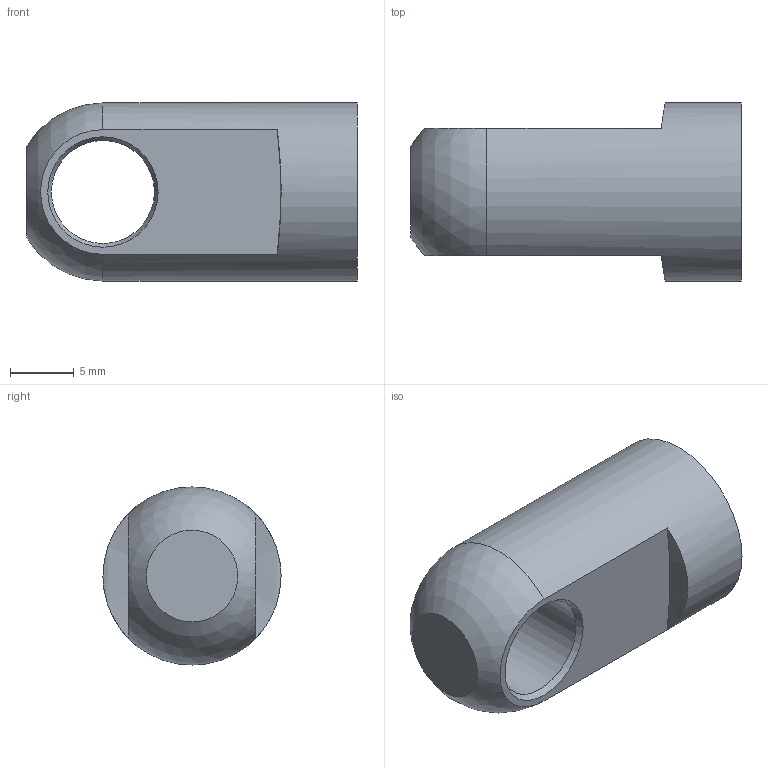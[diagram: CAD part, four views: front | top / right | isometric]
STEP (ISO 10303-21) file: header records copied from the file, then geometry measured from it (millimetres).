
FILE_DESCRIPTION((''),'2;1');
FILE_NAME('0819-Kolbenstangengelenkauge-XX3SXXUM8.stp','2012-07-16T09:56:08',('CADNEU'),(''),'Autodesk Inventor 2012','Autodesk Inventor 2012','');
FILE_SCHEMA(('AUTOMOTIVE_DESIGN { 1 0 10303 214 1 1 1 1 }'));
Length unit declared in the file: millimetre
Products named in the file (1): XX3SXXUM8
Bounding box: 26 x 14 x 14 mm (x, y, z)
Volume: 2297.9 mm3; surface area: 1728.2 mm2
Topology: 1 solids, 1 shells, 14 faces, 34 edges, 22 vertices
Faces by surface type: cylinder 5, plane 4, cone 4, sphere 1
Full cylindrical faces by diameter (mm): 6.647 x1, 8.1 x1, 14 x1
Entity records: 392 total; most frequent: CARTESIAN_POINT 77, DIRECTION 64, ORIENTED_EDGE 46, AXIS2_PLACEMENT_3D 30, EDGE_LOOP 24, EDGE_CURVE 23, VERTEX_POINT 19, CIRCLE 15
